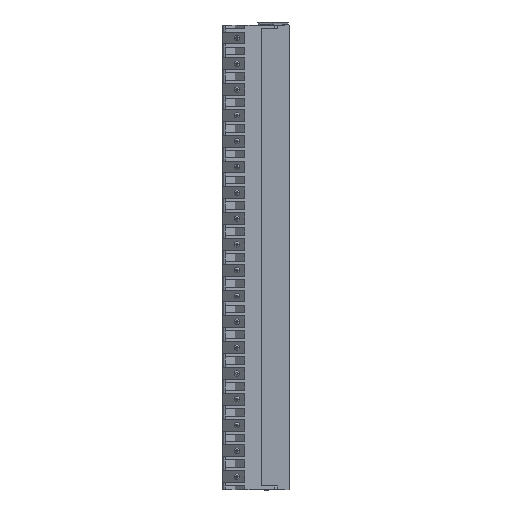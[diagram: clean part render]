
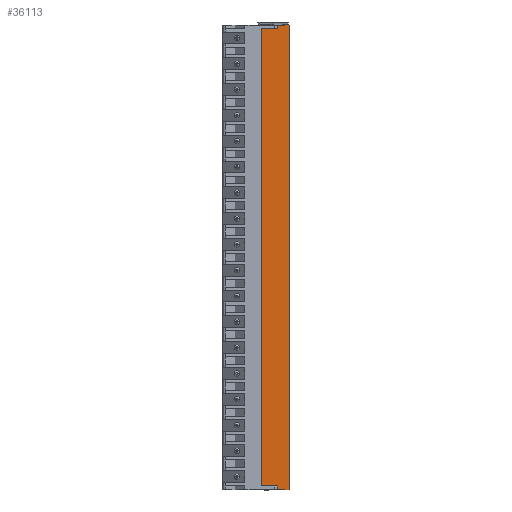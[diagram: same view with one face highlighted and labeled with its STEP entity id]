
A CAD part, front view. The second image highlights one B-rep face of the part: STEP entity #36113.
In plain terms, the highlighted planar face has unit normal (0.82, -0.572, 0).
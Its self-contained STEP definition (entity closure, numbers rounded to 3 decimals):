
#64=DIRECTION('',(0.572,0.82,0.));
#65=VECTOR('',#64,4.018);
#66=CARTESIAN_POINT('',(6.25,4.448,87.5));
#67=LINE('',#66,#65);
#7713=DIRECTION('',(0.572,0.82,0.));
#7714=VECTOR('',#7713,5.425);
#7715=CARTESIAN_POINT('',(3.145,0.,86.8));
#7716=LINE('',#7715,#7714);
#7717=DIRECTION('',(0.,0.,-1.));
#7718=VECTOR('',#7717,0.7);
#7719=CARTESIAN_POINT('',(6.25,4.448,87.5));
#7720=LINE('',#7719,#7718);
#7721=DIRECTION('',(0.,0.,1.));
#7722=VECTOR('',#7721,0.7);
#7723=CARTESIAN_POINT('',(6.25,4.448,-2.5));
#7724=LINE('',#7723,#7722);
#7725=DIRECTION('',(0.572,0.82,0.));
#7726=VECTOR('',#7725,5.425);
#7727=CARTESIAN_POINT('',(3.145,0.,-1.8));
#7728=LINE('',#7727,#7726);
#7729=DIRECTION('',(0.,0.,-1.));
#7730=VECTOR('',#7729,88.6);
#7731=CARTESIAN_POINT('',(3.145,0.,86.8));
#7732=LINE('',#7731,#7730);
#7746=DIRECTION('',(0.,0.,-1.));
#7747=VECTOR('',#7746,90.);
#7748=CARTESIAN_POINT('',(8.55,7.743,87.5));
#7749=LINE('',#7748,#7747);
#7835=DIRECTION('',(0.572,0.82,0.));
#7836=VECTOR('',#7835,4.018);
#7837=CARTESIAN_POINT('',(6.25,4.448,-2.5));
#7838=LINE('',#7837,#7836);
#20928=CARTESIAN_POINT('',(8.55,7.743,87.5));
#20930=VERTEX_POINT('',#20928);
#20952=CARTESIAN_POINT('',(8.55,7.743,-2.5));
#20954=VERTEX_POINT('',#20952);
#21588=CARTESIAN_POINT('',(3.145,0.,-1.8));
#21589=CARTESIAN_POINT('',(6.25,4.448,-1.8));
#21590=VERTEX_POINT('',#21588);
#21591=VERTEX_POINT('',#21589);
#21592=CARTESIAN_POINT('',(6.25,4.448,-2.5));
#21593=VERTEX_POINT('',#21592);
#21602=CARTESIAN_POINT('',(3.145,0.,86.8));
#21603=CARTESIAN_POINT('',(6.25,4.448,86.8));
#21604=VERTEX_POINT('',#21602);
#21605=VERTEX_POINT('',#21603);
#21606=CARTESIAN_POINT('',(6.25,4.448,87.5));
#21607=VERTEX_POINT('',#21606);
#36093=CARTESIAN_POINT('',(3.145,0.,87.5));
#36094=DIRECTION('',(0.82,-0.572,0.));
#36095=DIRECTION('',(0.572,0.82,0.));
#36096=AXIS2_PLACEMENT_3D('',#36093,#36094,#36095);
#36097=PLANE('',#36096);
#36099=ORIENTED_EDGE('',*,*,#36098,.T.);
#36100=ORIENTED_EDGE('',*,*,#36084,.F.);
#36101=ORIENTED_EDGE('',*,*,#27093,.T.);
#36103=ORIENTED_EDGE('',*,*,#36102,.T.);
#36105=ORIENTED_EDGE('',*,*,#36104,.F.);
#36107=ORIENTED_EDGE('',*,*,#36106,.T.);
#36109=ORIENTED_EDGE('',*,*,#36108,.F.);
#36110=ORIENTED_EDGE('',*,*,#35766,.F.);
#36111=EDGE_LOOP('',(#36099,#36100,#36101,#36103,#36105,#36107,#36109,#36110));
#36112=FACE_OUTER_BOUND('',#36111,.F.);
#27093=EDGE_CURVE('',#21607,#20930,#67,.T.);
#35766=EDGE_CURVE('',#21604,#21590,#7732,.T.);
#36084=EDGE_CURVE('',#21607,#21605,#7720,.T.);
#36098=EDGE_CURVE('',#21604,#21605,#7716,.T.);
#36102=EDGE_CURVE('',#20930,#20954,#7749,.T.);
#36104=EDGE_CURVE('',#21593,#20954,#7838,.T.);
#36106=EDGE_CURVE('',#21593,#21591,#7724,.T.);
#36108=EDGE_CURVE('',#21590,#21591,#7728,.T.);
#36113=ADVANCED_FACE('',(#36112),#36097,.T.);
